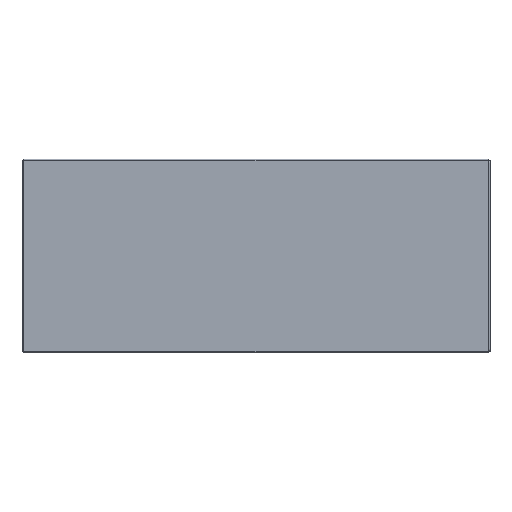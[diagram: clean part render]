
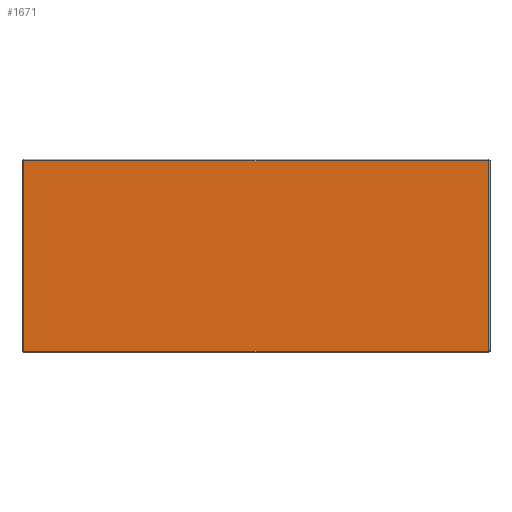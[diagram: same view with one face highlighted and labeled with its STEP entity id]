
A CAD part, top view. The second image highlights one B-rep face of the part: STEP entity #1671.
In plain terms, the highlighted planar face has unit normal (0, 0, 1).
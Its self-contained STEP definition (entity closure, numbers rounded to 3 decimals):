
#52 = LINE ( 'NONE', #1604, #976 ) ;
#83 = VERTEX_POINT ( 'NONE', #368 ) ;
#101 = CARTESIAN_POINT ( 'NONE',  ( -453., 184.5, 0. ) ) ;
#205 = LINE ( 'NONE', #101, #1147 ) ;
#219 = EDGE_CURVE ( 'NONE', #1480, #236, #1143, .T. ) ;
#236 = VERTEX_POINT ( 'NONE', #331 ) ;
#250 = VERTEX_POINT ( 'NONE', #1390 ) ;
#331 = CARTESIAN_POINT ( 'NONE',  ( -450., 184.5, 0. ) ) ;
#368 = CARTESIAN_POINT ( 'NONE',  ( 450., -184.5, 0. ) ) ;
#387 = VECTOR ( 'NONE', #467, 1000. ) ;
#422 = EDGE_LOOP ( 'NONE', ( #774, #1669, #1128, #920 ) ) ;
#467 = DIRECTION ( 'NONE',  ( 1., 0., 0. ) ) ;
#483 = CARTESIAN_POINT ( 'NONE',  ( -453., -184.5, 0. ) ) ;
#539 = EDGE_CURVE ( 'NONE', #250, #83, #52, .T. ) ;
#576 = CARTESIAN_POINT ( 'NONE',  ( 0., 0., 0. ) ) ;
#725 = DIRECTION ( 'NONE',  ( -1., 0., 0. ) ) ;
#762 = VECTOR ( 'NONE', #1514, 1000. ) ;
#774 = ORIENTED_EDGE ( 'NONE', *, *, #1338, .T. ) ;
#920 = ORIENTED_EDGE ( 'NONE', *, *, #539, .F. ) ;
#976 = VECTOR ( 'NONE', #1068, 1000. ) ;
#1068 = DIRECTION ( 'NONE',  ( 0., -1., 0. ) ) ;
#1078 = CARTESIAN_POINT ( 'NONE',  ( -450., -184.5, 0. ) ) ;
#1084 = DIRECTION ( 'NONE',  ( 1., 0., 0. ) ) ;
#1086 = FACE_OUTER_BOUND ( 'NONE', #422, .T. ) ;
#1128 = ORIENTED_EDGE ( 'NONE', *, *, #1244, .T. ) ;
#1143 = LINE ( 'NONE', #1078, #762 ) ;
#1147 = VECTOR ( 'NONE', #725, 1000. ) ;
#1205 = AXIS2_PLACEMENT_3D ( 'NONE', #576, #1243, #1084 ) ;
#1243 = DIRECTION ( 'NONE',  ( 0., 0., 1. ) ) ;
#1244 = EDGE_CURVE ( 'NONE', #1480, #83, #1323, .T. ) ;
#1313 = CARTESIAN_POINT ( 'NONE',  ( -450., -184.5, 0. ) ) ;
#1323 = LINE ( 'NONE', #483, #387 ) ;
#1338 = EDGE_CURVE ( 'NONE', #250, #236, #205, .T. ) ;
#1390 = CARTESIAN_POINT ( 'NONE',  ( 450., 184.5, 0. ) ) ;
#1480 = VERTEX_POINT ( 'NONE', #1313 ) ;
#1514 = DIRECTION ( 'NONE',  ( 0., 1., 0. ) ) ;
#1604 = CARTESIAN_POINT ( 'NONE',  ( 450., 184.5, 0. ) ) ;
#1615 = PLANE ( 'NONE',  #1205 ) ;
#1669 = ORIENTED_EDGE ( 'NONE', *, *, #219, .F. ) ;
#1671 = ADVANCED_FACE ( 'NONE', ( #1086 ), #1615, .T. ) ;
